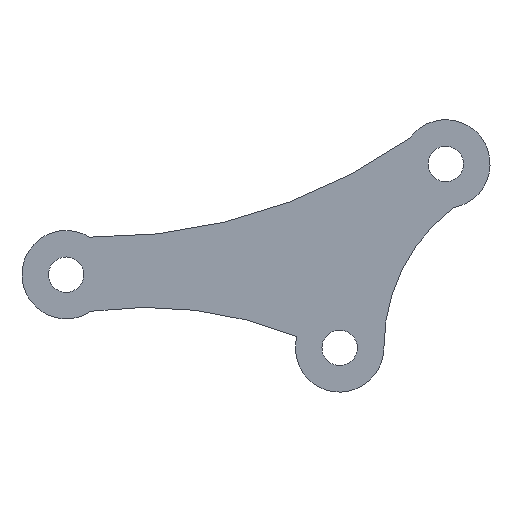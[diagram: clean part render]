
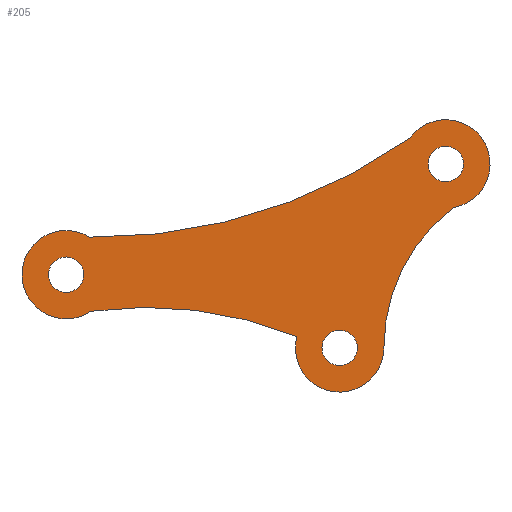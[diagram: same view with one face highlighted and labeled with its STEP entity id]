
A CAD part, front view. The second image highlights one B-rep face of the part: STEP entity #205.
In plain terms, the highlighted planar face has unit normal (0, -1, 0).
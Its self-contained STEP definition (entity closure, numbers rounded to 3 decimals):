
#18=FACE_BOUND('',#48,.T.);
#19=FACE_BOUND('',#49,.T.);
#20=FACE_BOUND('',#50,.T.);
#22=PLANE('',#248);
#33=FACE_OUTER_BOUND('',#47,.T.);
#47=EDGE_LOOP('',(#177,#178,#179,#180,#181,#182));
#48=EDGE_LOOP('',(#183));
#49=EDGE_LOOP('',(#184));
#50=EDGE_LOOP('',(#185));
#70=CIRCLE('',#222,1.);
#72=CIRCLE('',#225,1.);
#74=CIRCLE('',#228,1.);
#75=CIRCLE('',#230,9.969);
#77=CIRCLE('',#233,2.5);
#79=CIRCLE('',#236,30.619);
#81=CIRCLE('',#239,2.5);
#83=CIRCLE('',#242,22.652);
#85=CIRCLE('',#245,2.5);
#88=VERTEX_POINT('',#322);
#90=VERTEX_POINT('',#328);
#92=VERTEX_POINT('',#334);
#93=VERTEX_POINT('',#338);
#94=VERTEX_POINT('',#339);
#97=VERTEX_POINT('',#347);
#99=VERTEX_POINT('',#353);
#101=VERTEX_POINT('',#359);
#103=VERTEX_POINT('',#365);
#107=EDGE_CURVE('',#88,#88,#70,.T.);
#110=EDGE_CURVE('',#90,#90,#72,.T.);
#113=EDGE_CURVE('',#92,#92,#74,.T.);
#114=EDGE_CURVE('',#93,#94,#75,.T.);
#118=EDGE_CURVE('',#97,#94,#77,.T.);
#121=EDGE_CURVE('',#97,#99,#79,.T.);
#124=EDGE_CURVE('',#101,#99,#81,.T.);
#127=EDGE_CURVE('',#101,#103,#83,.T.);
#130=EDGE_CURVE('',#93,#103,#85,.T.);
#177=ORIENTED_EDGE('',*,*,#130,.F.);
#178=ORIENTED_EDGE('',*,*,#114,.T.);
#179=ORIENTED_EDGE('',*,*,#118,.F.);
#180=ORIENTED_EDGE('',*,*,#121,.T.);
#181=ORIENTED_EDGE('',*,*,#124,.F.);
#182=ORIENTED_EDGE('',*,*,#127,.T.);
#183=ORIENTED_EDGE('',*,*,#113,.F.);
#184=ORIENTED_EDGE('',*,*,#110,.F.);
#185=ORIENTED_EDGE('',*,*,#107,.F.);
#205=ADVANCED_FACE('',(#33,#18,#19,#20),#22,.F.);
#222=AXIS2_PLACEMENT_3D('',#324,#256,#257);
#225=AXIS2_PLACEMENT_3D('',#330,#263,#264);
#228=AXIS2_PLACEMENT_3D('',#336,#270,#271);
#230=AXIS2_PLACEMENT_3D('',#340,#274,#275);
#233=AXIS2_PLACEMENT_3D('',#348,#282,#283);
#236=AXIS2_PLACEMENT_3D('',#354,#289,#290);
#239=AXIS2_PLACEMENT_3D('',#360,#296,#297);
#242=AXIS2_PLACEMENT_3D('',#366,#303,#304);
#245=AXIS2_PLACEMENT_3D('',#371,#310,#311);
#248=AXIS2_PLACEMENT_3D('',#374,#316,#317);
#256=DIRECTION('center_axis',(0.,-1.,0.));
#257=DIRECTION('ref_axis',(1.,0.,0.));
#263=DIRECTION('center_axis',(0.,-1.,0.));
#264=DIRECTION('ref_axis',(1.,0.,0.));
#270=DIRECTION('center_axis',(0.,-1.,0.));
#271=DIRECTION('ref_axis',(1.,0.,0.));
#274=DIRECTION('center_axis',(0.,1.,0.));
#275=DIRECTION('ref_axis',(-1.,0.,0.));
#282=DIRECTION('center_axis',(0.,1.,0.));
#283=DIRECTION('ref_axis',(-0.814,0.,0.581));
#289=DIRECTION('center_axis',(0.,1.,0.));
#290=DIRECTION('ref_axis',(0.576,0.,-0.817));
#296=DIRECTION('center_axis',(0.,1.,0.));
#297=DIRECTION('ref_axis',(0.56,0.,-0.828));
#303=DIRECTION('center_axis',(0.,1.,0.));
#304=DIRECTION('ref_axis',(-0.14,0.,0.99));
#310=DIRECTION('center_axis',(0.,1.,0.));
#311=DIRECTION('ref_axis',(1.,0.,0.));
#316=DIRECTION('center_axis',(0.,1.,0.));
#317=DIRECTION('ref_axis',(1.,0.,0.));
#322=CARTESIAN_POINT('',(5.,0.,10.392));
#324=CARTESIAN_POINT('Origin',(6.,0.,10.392));
#328=CARTESIAN_POINT('',(-16.455,0.,4.141));
#330=CARTESIAN_POINT('Origin',(-15.455,0.,4.141));
#334=CARTESIAN_POINT('',(-1.,0.,0.));
#336=CARTESIAN_POINT('Origin',(0.,0.,0.));
#338=CARTESIAN_POINT('',(2.5,0.,0.));
#339=CARTESIAN_POINT('',(6.426,0.,7.929));
#340=CARTESIAN_POINT('Origin',(12.469,0.,0.));
#347=CARTESIAN_POINT('',(3.965,0.,11.844));
#348=CARTESIAN_POINT('Origin',(6.,0.,10.392));
#353=CARTESIAN_POINT('',(-14.126,0.,6.258));
#354=CARTESIAN_POINT('Origin',(-13.671,0.,36.874));
#359=CARTESIAN_POINT('',(-14.054,0.,2.071));
#360=CARTESIAN_POINT('Origin',(-15.455,0.,4.141));
#365=CARTESIAN_POINT('',(-2.415,0.,0.647));
#366=CARTESIAN_POINT('Origin',(-10.891,0.,-20.36));
#371=CARTESIAN_POINT('Origin',(0.,0.,0.));
#374=CARTESIAN_POINT('Origin',(-4.727,0.,5.196));
